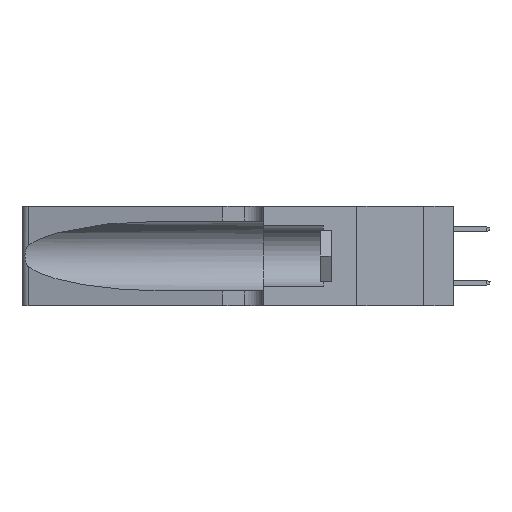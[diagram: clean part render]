
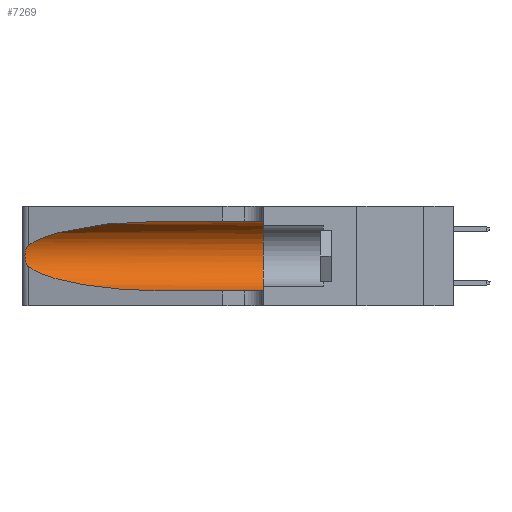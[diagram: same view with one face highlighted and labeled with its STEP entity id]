
A CAD part, left-side view. The second image highlights one B-rep face of the part: STEP entity #7269.
In plain terms, the highlighted cylindrical face has radius 3.308 mm (diameter 6.617 mm), a partial arc.
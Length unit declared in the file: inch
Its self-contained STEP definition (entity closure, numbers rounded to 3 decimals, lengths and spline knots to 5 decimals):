
#114 = ORIENTED_EDGE ( 'NONE', *, *, #3471, .T. ) ;
#1240 = CARTESIAN_POINT ( 'NONE',  ( 0.1305, 1.61858, 0.185 ) ) ;
#1370 = CYLINDRICAL_SURFACE ( 'NONE', #20710, 0.13025 ) ;
#1465 = EDGE_CURVE ( 'NONE', #7399, #10450, #4404, .T. ) ;
#1772 = CARTESIAN_POINT ( 'NONE',  ( 0.26075, 1.23896, 0.19203 ) ) ;
#1975 = DIRECTION ( 'NONE',  ( 0., -1., 0. ) ) ;
#2045 = ORIENTED_EDGE ( 'NONE', *, *, #6399, .F. ) ;
#2218 = CARTESIAN_POINT ( 'NONE',  ( 0.2373, 1.15595, 0.28018 ) ) ;
#2221 = LINE ( 'NONE', #4357, #17944 ) ;
#2410 = CARTESIAN_POINT ( 'NONE',  ( 0.25487, 1.22718, 0.14631 ) ) ;
#2624 = CARTESIAN_POINT ( 'NONE',  ( 0.25487, 1.22718, 0.14631 ) ) ;
#2985 = CARTESIAN_POINT ( 'NONE',  ( 0.2373, 1.15595, 0.08982 ) ) ;
#3254 = EDGE_CURVE ( 'NONE', #11415, #4743, #23275, .T. ) ;
#3471 = EDGE_CURVE ( 'NONE', #4743, #19692, #2221, .T. ) ;
#4153 = AXIS2_PLACEMENT_3D ( 'NONE', #7088, #5480, #17211 ) ;
#4355 = CARTESIAN_POINT ( 'NONE',  ( 0.1305, 0.72297, 0.31525 ) ) ;
#4357 = CARTESIAN_POINT ( 'NONE',  ( 0.1305, 1.61858, 0.05475 ) ) ;
#4404 =( BOUNDED_CURVE ( )  B_SPLINE_CURVE ( 3, ( #4355, #17737, #2218, #6238 ),
 .UNSPECIFIED., .F., .T. ) 
 B_SPLINE_CURVE_WITH_KNOTS ( ( 4, 4 ),
 ( 1.5708, 2.84003 ),
 .UNSPECIFIED. ) 
 CURVE ( )  GEOMETRIC_REPRESENTATION_ITEM ( )  RATIONAL_B_SPLINE_CURVE ( ( 1., 0.87, 0.87, 1. ) ) 
 REPRESENTATION_ITEM ( '' )  );
#4641 = CARTESIAN_POINT ( 'NONE',  ( 0.18966, 0.96281, 0.05475 ) ) ;
#4743 = VERTEX_POINT ( 'NONE', #10030 ) ;
#5058 = CARTESIAN_POINT ( 'NONE',  ( 0.25555, 1.22993, 0.14849 ) ) ;
#5431 = CARTESIAN_POINT ( 'NONE',  ( 0.25555, 1.22994, 0.2215 ) ) ;
#5480 = DIRECTION ( 'NONE',  ( 0., 1., 0. ) ) ;
#6238 = CARTESIAN_POINT ( 'NONE',  ( 0.25487, 1.22718, 0.22369 ) ) ;
#6399 = EDGE_CURVE ( 'NONE', #16040, #19692, #10591, .T. ) ;
#7088 = CARTESIAN_POINT ( 'NONE',  ( 0.1305, 0.35, 0.185 ) ) ;
#7269 = ADVANCED_FACE ( 'NONE', ( #17153 ), #1370, .F. ) ;
#7399 = VERTEX_POINT ( 'NONE', #18672 ) ;
#8579 = ORIENTED_EDGE ( 'NONE', *, *, #1465, .T. ) ;
#8828 = CARTESIAN_POINT ( 'NONE',  ( 0.25487, 1.22718, 0.22369 ) ) ;
#8830 = CARTESIAN_POINT ( 'NONE',  ( 0.1305, 1.61858, 0.31525 ) ) ;
#8955 = CARTESIAN_POINT ( 'NONE',  ( 0.25639, 1.23184, 0.21858 ) ) ;
#10030 = CARTESIAN_POINT ( 'NONE',  ( 0.1305, 0.72297, 0.05475 ) ) ;
#10450 = VERTEX_POINT ( 'NONE', #8828 ) ;
#10456 = ORIENTED_EDGE ( 'NONE', *, *, #13021, .T. ) ;
#10591 = CIRCLE ( 'NONE', #4153, 0.13025 ) ;
#10750 = DIRECTION ( 'NONE',  ( 0., -1., 0. ) ) ;
#10868 = LINE ( 'NONE', #8830, #20670 ) ;
#11242 = CARTESIAN_POINT ( 'NONE',  ( 0.25854, 1.2359, 0.20912 ) ) ;
#11415 = VERTEX_POINT ( 'NONE', #2410 ) ;
#11973 = B_SPLINE_CURVE_WITH_KNOTS ( 'NONE', 3,
 ( #24367, #5431, #8955, #19071, #11242, #24482, #1772, #15289, #17171, #14902, #22583, #20712, #5058, #18821 ),
 .UNSPECIFIED., .F., .F.,
 ( 4, 2, 2, 2, 2, 2, 4 ),
 ( 0., 0.00027, 0.00053, 0.00107, 0.0016, 0.00187, 0.00214 ),
 .UNSPECIFIED. ) ;
#12349 = ORIENTED_EDGE ( 'NONE', *, *, #3254, .T. ) ;
#13021 = EDGE_CURVE ( 'NONE', #10450, #11415, #11973, .T. ) ;
#14881 = DIRECTION ( 'NONE',  ( 0., 0., -1. ) ) ;
#14902 = CARTESIAN_POINT ( 'NONE',  ( 0.25856, 1.23593, 0.16098 ) ) ;
#15289 = CARTESIAN_POINT ( 'NONE',  ( 0.26075, 1.23896, 0.178 ) ) ;
#16040 = VERTEX_POINT ( 'NONE', #22564 ) ;
#16526 = ORIENTED_EDGE ( 'NONE', *, *, #19368, .F. ) ;
#17118 = CARTESIAN_POINT ( 'NONE',  ( 0.1305, 0.72297, 0.05475 ) ) ;
#17153 = FACE_OUTER_BOUND ( 'NONE', #24226, .T. ) ;
#17171 = CARTESIAN_POINT ( 'NONE',  ( 0.26017, 1.23833, 0.17102 ) ) ;
#17211 = DIRECTION ( 'NONE',  ( 0., 0., 1. ) ) ;
#17737 = CARTESIAN_POINT ( 'NONE',  ( 0.18966, 0.96281, 0.31525 ) ) ;
#17944 = VECTOR ( 'NONE', #1975, 39.37008 ) ;
#18672 = CARTESIAN_POINT ( 'NONE',  ( 0.1305, 0.72297, 0.31525 ) ) ;
#18821 = CARTESIAN_POINT ( 'NONE',  ( 0.25487, 1.22718, 0.14631 ) ) ;
#19046 = DIRECTION ( 'NONE',  ( 0., -1., 0. ) ) ;
#19071 = CARTESIAN_POINT ( 'NONE',  ( 0.25787, 1.23484, 0.2124 ) ) ;
#19368 = EDGE_CURVE ( 'NONE', #7399, #16040, #10868, .T. ) ;
#19692 = VERTEX_POINT ( 'NONE', #23704 ) ;
#20670 = VECTOR ( 'NONE', #10750, 39.37008 ) ;
#20710 = AXIS2_PLACEMENT_3D ( 'NONE', #1240, #19046, #14881 ) ;
#20712 = CARTESIAN_POINT ( 'NONE',  ( 0.25639, 1.23186, 0.15144 ) ) ;
#22564 = CARTESIAN_POINT ( 'NONE',  ( 0.1305, 0.35, 0.31525 ) ) ;
#22583 = CARTESIAN_POINT ( 'NONE',  ( 0.25789, 1.23486, 0.15765 ) ) ;
#23275 =( BOUNDED_CURVE ( )  B_SPLINE_CURVE ( 3, ( #2624, #2985, #4641, #17118 ),
 .UNSPECIFIED., .F., .T. ) 
 B_SPLINE_CURVE_WITH_KNOTS ( ( 4, 4 ),
 ( 3.44316, 4.71239 ),
 .UNSPECIFIED. ) 
 CURVE ( )  GEOMETRIC_REPRESENTATION_ITEM ( )  RATIONAL_B_SPLINE_CURVE ( ( 1., 0.87, 0.87, 1. ) ) 
 REPRESENTATION_ITEM ( '' )  );
#23704 = CARTESIAN_POINT ( 'NONE',  ( 0.1305, 0.35, 0.05475 ) ) ;
#24226 = EDGE_LOOP ( 'NONE', ( #8579, #10456, #12349, #114, #2045, #16526 ) ) ;
#24367 = CARTESIAN_POINT ( 'NONE',  ( 0.25487, 1.22718, 0.22369 ) ) ;
#24482 = CARTESIAN_POINT ( 'NONE',  ( 0.26018, 1.23835, 0.19895 ) ) ;
